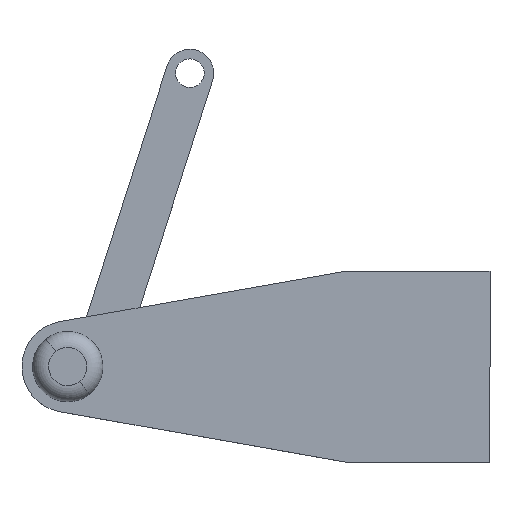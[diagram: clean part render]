
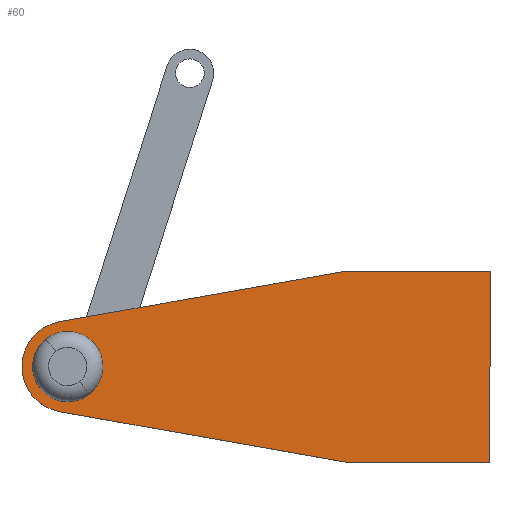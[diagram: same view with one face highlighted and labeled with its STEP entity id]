
A CAD part, top view. The second image highlights one B-rep face of the part: STEP entity #60.
In plain terms, the highlighted face is planar.
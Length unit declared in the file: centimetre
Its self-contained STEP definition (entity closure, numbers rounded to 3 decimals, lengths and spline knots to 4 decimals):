
#2 = CARTESIAN_POINT ( 'NONE',  ( 0., 0., -1. ) ) ;
#60 = ADVANCED_FACE ( 'NONE', ( #172, #1556 ), #828, .T. ) ;
#95 = VERTEX_POINT ( 'NONE', #1103 ) ;
#96 = VERTEX_POINT ( 'NONE', #2032 ) ;
#145 = DIRECTION ( 'NONE',  ( 0., -1., 0. ) ) ;
#148 = VERTEX_POINT ( 'NONE', #2 ) ;
#161 = EDGE_CURVE ( 'NONE', #2624, #96, #2800, .T. ) ;
#172 = FACE_OUTER_BOUND ( 'NONE', #768, .T. ) ;
#307 = CARTESIAN_POINT ( 'NONE',  ( -0.4153, 0., 2.3551 ) ) ;
#330 = DIRECTION ( 'NONE',  ( -1., 0., 0. ) ) ;
#346 = EDGE_LOOP ( 'NONE', ( #991, #1768 ) ) ;
#355 = EDGE_CURVE ( 'NONE', #1128, #148, #919, .T. ) ;
#369 = EDGE_CURVE ( 'NONE', #95, #2364, #2368, .T. ) ;
#375 = VECTOR ( 'NONE', #1642, 100. ) ;
#376 = DIRECTION ( 'NONE',  ( 1., 0., 0. ) ) ;
#389 = DIRECTION ( 'NONE',  ( 0., -1., 0. ) ) ;
#398 = VECTOR ( 'NONE', #1220, 100. ) ;
#529 = DIRECTION ( 'NONE',  ( 0., -1., 0. ) ) ;
#582 = EDGE_CURVE ( 'NONE', #148, #1128, #2851, .T. ) ;
#660 = VECTOR ( 'NONE', #330, 100. ) ;
#667 = ORIENTED_EDGE ( 'NONE', *, *, #161, .F. ) ;
#715 = CARTESIAN_POINT ( 'NONE',  ( 22.0847, 0., 5. ) ) ;
#755 = CARTESIAN_POINT ( 'NONE',  ( 0., 0., 1. ) ) ;
#768 = EDGE_LOOP ( 'NONE', ( #2847, #1894, #667, #2678, #1583, #2470 ) ) ;
#773 = AXIS2_PLACEMENT_3D ( 'NONE', #1075, #2448, #2433 ) ;
#814 = EDGE_CURVE ( 'NONE', #2364, #2624, #2710, .T. ) ;
#828 = PLANE ( 'NONE',  #773 ) ;
#919 = CIRCLE ( 'NONE', #2943, 1. ) ;
#944 = VECTOR ( 'NONE', #376, 100. ) ;
#991 = ORIENTED_EDGE ( 'NONE', *, *, #355, .T. ) ;
#1061 = CARTESIAN_POINT ( 'NONE',  ( 22.0847, 0., -5. ) ) ;
#1075 = CARTESIAN_POINT ( 'NONE',  ( 0., 0., 0. ) ) ;
#1090 = DIRECTION ( 'NONE',  ( 0., 0., 1. ) ) ;
#1103 = CARTESIAN_POINT ( 'NONE',  ( 14.5847, 0., 5. ) ) ;
#1128 = VERTEX_POINT ( 'NONE', #755 ) ;
#1137 = CARTESIAN_POINT ( 'NONE',  ( -0.4153, 0., 2.3551 ) ) ;
#1220 = DIRECTION ( 'NONE',  ( -0.985, 0., -0.174 ) ) ;
#1222 = VERTEX_POINT ( 'NONE', #2042 ) ;
#1427 = VERTEX_POINT ( 'NONE', #2929 ) ;
#1458 = DIRECTION ( 'NONE',  ( 0., 0., -1. ) ) ;
#1478 = LINE ( 'NONE', #2387, #660 ) ;
#1556 = FACE_BOUND ( 'NONE', #346, .T. ) ;
#1583 = ORIENTED_EDGE ( 'NONE', *, *, #369, .F. ) ;
#1623 = DIRECTION ( 'NONE',  ( 0.985, 0., -0.174 ) ) ;
#1642 = DIRECTION ( 'NONE',  ( 0., 0., 1. ) ) ;
#1700 = CARTESIAN_POINT ( 'NONE',  ( -0.4153, 0., -2.3551 ) ) ;
#1731 = CARTESIAN_POINT ( 'NONE',  ( 0., 0., 0. ) ) ;
#1768 = ORIENTED_EDGE ( 'NONE', *, *, #582, .T. ) ;
#1894 = ORIENTED_EDGE ( 'NONE', *, *, #2309, .F. ) ;
#2008 = EDGE_CURVE ( 'NONE', #1427, #1222, #2788, .T. ) ;
#2032 = CARTESIAN_POINT ( 'NONE',  ( 14.5847, 0., -5. ) ) ;
#2042 = CARTESIAN_POINT ( 'NONE',  ( 22.0847, 0., 5. ) ) ;
#2043 = CARTESIAN_POINT ( 'NONE',  ( 14.5847, 0., -5. ) ) ;
#2169 = AXIS2_PLACEMENT_3D ( 'NONE', #2446, #389, #2223 ) ;
#2223 = DIRECTION ( 'NONE',  ( 0., 0., -1. ) ) ;
#2261 = EDGE_CURVE ( 'NONE', #1222, #95, #1478, .T. ) ;
#2309 = EDGE_CURVE ( 'NONE', #96, #1427, #2432, .T. ) ;
#2364 = VERTEX_POINT ( 'NONE', #1137 ) ;
#2368 = LINE ( 'NONE', #307, #398 ) ;
#2387 = CARTESIAN_POINT ( 'NONE',  ( 14.5847, 0., 5. ) ) ;
#2432 = LINE ( 'NONE', #1061, #944 ) ;
#2433 = DIRECTION ( 'NONE',  ( 0., 0., 1. ) ) ;
#2446 = CARTESIAN_POINT ( 'NONE',  ( 0., 0., 0. ) ) ;
#2448 = DIRECTION ( 'NONE',  ( 0., 1., 0. ) ) ;
#2470 = ORIENTED_EDGE ( 'NONE', *, *, #2261, .F. ) ;
#2508 = AXIS2_PLACEMENT_3D ( 'NONE', #2924, #145, #1090 ) ;
#2624 = VERTEX_POINT ( 'NONE', #1700 ) ;
#2678 = ORIENTED_EDGE ( 'NONE', *, *, #814, .F. ) ;
#2710 = CIRCLE ( 'NONE', #2508, 2.3914 ) ;
#2788 = LINE ( 'NONE', #715, #375 ) ;
#2800 = LINE ( 'NONE', #2043, #2846 ) ;
#2846 = VECTOR ( 'NONE', #1623, 100. ) ;
#2847 = ORIENTED_EDGE ( 'NONE', *, *, #2008, .F. ) ;
#2851 = CIRCLE ( 'NONE', #2169, 1. ) ;
#2924 = CARTESIAN_POINT ( 'NONE',  ( 0., 0., 0. ) ) ;
#2929 = CARTESIAN_POINT ( 'NONE',  ( 22.0847, 0., -5. ) ) ;
#2943 = AXIS2_PLACEMENT_3D ( 'NONE', #1731, #529, #1458 ) ;
